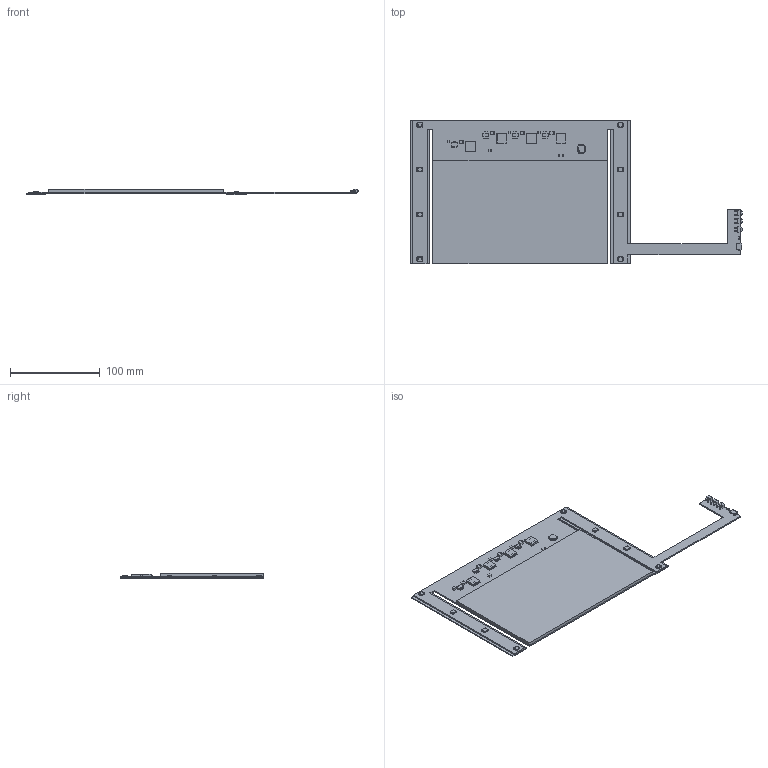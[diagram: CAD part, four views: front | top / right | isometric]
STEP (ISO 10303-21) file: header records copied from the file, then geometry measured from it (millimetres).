
FILE_DESCRIPTION(('Open CASCADE Model'),'2;1');
FILE_NAME('Open CASCADE Shape Model','2016-09-05T20:54:48',('Author'),( 'Open CASCADE'),'Open CASCADE STEP processor 6.2','Open CASCADE 6.2' ,'Unknown');
FILE_SCHEMA(('AUTOMOTIVE_DESIGN { 1 0 10303 214 1 1 1 1 }'));
Length unit declared in the file: millimetre
Products named in the file (109): PCB; Board; C4; 614458528; Extruded; 614458656; VT4; 614459296; 614459040; 614458912; VT3; VT2; VD13; 614459680; 614460064; VD12; VD11; L4; 614457504; 614457632; 580811008; L3; L2; C3; C2; R2; 580811136; 614463136; R1; DD1; 614436768; Cylinder; 964405504; 969545968; 622485904; VT1; VD10; L1; C1; VD1 ...
Assembly tree (297 placements, depth 4):
  PCB
    Board
    C4
      614458528  x2
        Extruded
      614458656
        Extruded
    VT4
      614459296  x3
        Extruded
      614459040
        Extruded
      614458912
        Extruded
    VT3
      614459296  x3
        Extruded
      614459040
        Extruded
      614458912
        Extruded
    VT2
      614459296  x3
        Extruded
      614459040
        Extruded
      614458912
        Extruded
    VD13
      614459680
        Extruded
      614460064
        Extruded
    VD12
      614459680
        Extruded
      614460064
        Extruded
    VD11
      614459680
        Extruded
      614460064
        Extruded
    L4
      614457504  x2
        Extruded
      614457632
        Extruded
      580811008  x2
        Extruded
    L3
      614457504  x2
        Extruded
      614457632
        Extruded
      580811008  x2
        Extruded
    L2
      614457504  x2
        Extruded
Bounding box: 370.5 x 160 x 6 mm (x, y, z)
Volume: 147008.3 mm3; surface area: 146965.4 mm2
Topology: 227 solids, 227 shells, 1440 faces, 2958 edges, 1972 vertices
Faces by surface type: plane 1433, cylinder 7
Full cylindrical faces by diameter (mm): 1 x7
Entity records: 19864 total; most frequent: DIRECTION 3090, CARTESIAN_POINT 2932, LINE 1878, VECTOR 1878, ORIENTED_EDGE 1272, PCURVE 1272, DEFINITIONAL_REPRESENTATION 1272, EDGE_CURVE 636
